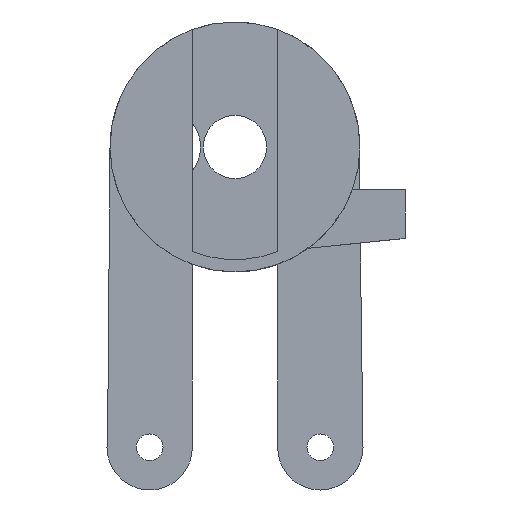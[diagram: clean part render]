
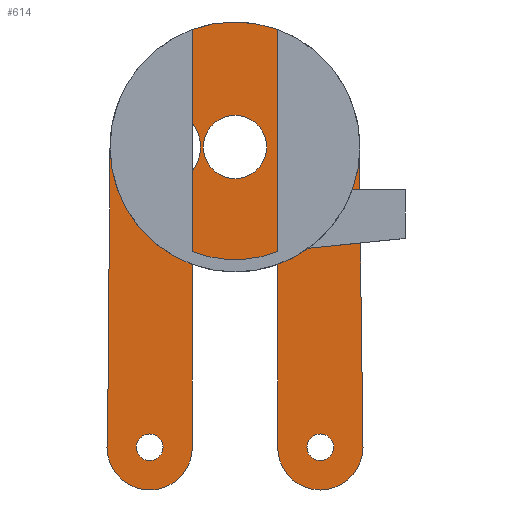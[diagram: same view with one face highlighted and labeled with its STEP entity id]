
A CAD part, left-side view. The second image highlights one B-rep face of the part: STEP entity #614.
In plain terms, the highlighted planar face has unit normal (-1, 0, 0).
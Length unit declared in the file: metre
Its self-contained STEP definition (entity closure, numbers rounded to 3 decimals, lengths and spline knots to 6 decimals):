
#26=PLANE('',#679);
#35=CIRCLE('',#649,0.01025);
#40=CIRCLE('',#654,0.01025);
#42=CIRCLE('',#657,0.01025);
#49=CIRCLE('',#680,0.003175);
#50=CIRCLE('',#681,0.0026);
#51=CIRCLE('',#682,0.0035);
#52=CIRCLE('',#683,0.0035);
#53=CIRCLE('',#684,0.0011);
#54=CIRCLE('',#685,0.0011);
#146=ORIENTED_EDGE('',*,*,#279,.T.);
#147=ORIENTED_EDGE('',*,*,#280,.T.);
#148=ORIENTED_EDGE('',*,*,#238,.F.);
#149=ORIENTED_EDGE('',*,*,#256,.T.);
#150=ORIENTED_EDGE('',*,*,#265,.T.);
#151=ORIENTED_EDGE('',*,*,#230,.F.);
#152=ORIENTED_EDGE('',*,*,#281,.F.);
#153=ORIENTED_EDGE('',*,*,#282,.F.);
#154=ORIENTED_EDGE('',*,*,#283,.F.);
#155=ORIENTED_EDGE('',*,*,#241,.F.);
#156=ORIENTED_EDGE('',*,*,#284,.T.);
#157=ORIENTED_EDGE('',*,*,#285,.T.);
#158=ORIENTED_EDGE('',*,*,#286,.T.);
#159=ORIENTED_EDGE('',*,*,#272,.T.);
#160=ORIENTED_EDGE('',*,*,#262,.F.);
#161=ORIENTED_EDGE('',*,*,#278,.T.);
#162=ORIENTED_EDGE('',*,*,#287,.T.);
#163=ORIENTED_EDGE('',*,*,#288,.T.);
#164=ORIENTED_EDGE('',*,*,#289,.T.);
#230=EDGE_CURVE('',#310,#312,#35,.T.);
#238=EDGE_CURVE('',#319,#320,#40,.T.);
#241=EDGE_CURVE('',#322,#323,#42,.T.);
#256=EDGE_CURVE('',#319,#334,#386,.T.);
#262=EDGE_CURVE('',#337,#338,#391,.T.);
#265=EDGE_CURVE('',#334,#312,#394,.T.);
#272=EDGE_CURVE('',#327,#338,#398,.T.);
#278=EDGE_CURVE('',#337,#328,#401,.T.);
#279=EDGE_CURVE('',#347,#347,#49,.T.);
#280=EDGE_CURVE('',#348,#348,#50,.T.);
#281=EDGE_CURVE('',#349,#310,#402,.T.);
#282=EDGE_CURVE('',#350,#349,#51,.T.);
#283=EDGE_CURVE('',#323,#350,#403,.T.);
#284=EDGE_CURVE('',#322,#351,#404,.T.);
#285=EDGE_CURVE('',#351,#352,#52,.T.);
#286=EDGE_CURVE('',#352,#327,#405,.T.);
#287=EDGE_CURVE('',#328,#320,#406,.T.);
#288=EDGE_CURVE('',#353,#353,#53,.T.);
#289=EDGE_CURVE('',#354,#354,#54,.T.);
#310=VERTEX_POINT('',#909);
#312=VERTEX_POINT('',#912);
#319=VERTEX_POINT('',#926);
#320=VERTEX_POINT('',#928);
#322=VERTEX_POINT('',#934);
#323=VERTEX_POINT('',#935);
#327=VERTEX_POINT('',#944);
#328=VERTEX_POINT('',#946);
#334=VERTEX_POINT('',#963);
#337=VERTEX_POINT('',#974);
#338=VERTEX_POINT('',#976);
#347=VERTEX_POINT('',#1010);
#348=VERTEX_POINT('',#1012);
#349=VERTEX_POINT('',#1014);
#350=VERTEX_POINT('',#1016);
#351=VERTEX_POINT('',#1019);
#352=VERTEX_POINT('',#1021);
#353=VERTEX_POINT('',#1025);
#354=VERTEX_POINT('',#1027);
#386=LINE('',#964,#432);
#391=LINE('',#975,#437);
#394=LINE('',#982,#440);
#398=LINE('',#996,#444);
#401=LINE('',#1006,#447);
#402=LINE('',#1013,#448);
#403=LINE('',#1017,#449);
#404=LINE('',#1018,#450);
#405=LINE('',#1022,#451);
#406=LINE('',#1023,#452);
#432=VECTOR('',#767,1.);
#437=VECTOR('',#778,1.);
#440=VECTOR('',#787,1.);
#444=VECTOR('',#801,1.);
#447=VECTOR('',#812,1.);
#448=VECTOR('',#821,1.);
#449=VECTOR('',#824,1.);
#450=VECTOR('',#825,1.);
#451=VECTOR('',#828,1.);
#452=VECTOR('',#829,1.);
#481=EDGE_LOOP('',(#146));
#482=EDGE_LOOP('',(#147));
#483=EDGE_LOOP('',(#148,#149,#150,#151,#152,#153,#154,#155,#156,#157,#158,
#159,#160,#161,#162));
#484=EDGE_LOOP('',(#163));
#485=EDGE_LOOP('',(#164));
#543=FACE_BOUND('',#481,.T.);
#544=FACE_BOUND('',#482,.T.);
#545=FACE_BOUND('',#483,.T.);
#546=FACE_BOUND('',#484,.T.);
#547=FACE_BOUND('',#485,.T.);
#614=ADVANCED_FACE('',(#543,#544,#545,#546,#547),#26,.F.);
#649=AXIS2_PLACEMENT_3D('',#911,#723,#724);
#654=AXIS2_PLACEMENT_3D('',#927,#736,#737);
#657=AXIS2_PLACEMENT_3D('',#933,#743,#744);
#679=AXIS2_PLACEMENT_3D('',#1008,#815,#816);
#680=AXIS2_PLACEMENT_3D('',#1009,#817,#818);
#681=AXIS2_PLACEMENT_3D('',#1011,#819,#820);
#682=AXIS2_PLACEMENT_3D('',#1015,#822,#823);
#683=AXIS2_PLACEMENT_3D('',#1020,#826,#827);
#684=AXIS2_PLACEMENT_3D('',#1024,#830,#831);
#685=AXIS2_PLACEMENT_3D('',#1026,#832,#833);
#723=DIRECTION('',(1.,0.,0.));
#724=DIRECTION('',(0.,0.,-1.));
#736=DIRECTION('',(1.,0.,0.));
#737=DIRECTION('',(0.,0.,-1.));
#743=DIRECTION('',(1.,0.,0.));
#744=DIRECTION('',(0.,0.,-1.));
#767=DIRECTION('',(0.,0.,-1.));
#778=DIRECTION('',(0.,0.,-1.));
#787=DIRECTION('',(0.,1.,0.));
#801=DIRECTION('',(0.,0.995,-0.101));
#812=DIRECTION('',(0.,-1.,0.));
#815=DIRECTION('',(1.,0.,0.));
#816=DIRECTION('',(0.,1.,0.));
#817=DIRECTION('',(1.,0.,0.));
#818=DIRECTION('',(0.,0.,-1.));
#819=DIRECTION('',(1.,0.,0.));
#820=DIRECTION('',(0.,0.,-1.));
#821=DIRECTION('',(0.,-0.008,1.));
#822=DIRECTION('',(1.,0.,0.));
#823=DIRECTION('',(0.,0.,-1.));
#824=DIRECTION('',(0.,0.,-1.));
#825=DIRECTION('',(0.,0.,-1.));
#826=DIRECTION('',(-1.,0.,0.));
#827=DIRECTION('',(0.,0.,-1.));
#828=DIRECTION('',(0.,0.013,1.));
#829=DIRECTION('',(0.,0.013,1.));
#830=DIRECTION('',(1.,0.,0.));
#831=DIRECTION('',(0.,0.,-1.));
#832=DIRECTION('',(1.,0.,0.));
#833=DIRECTION('',(0.,0.,-1.));
#909=CARTESIAN_POINT('',(0.150125,0.06575,-0.041389));
#911=CARTESIAN_POINT('',(0.150125,0.0555,-0.041389));
#912=CARTESIAN_POINT('',(0.150125,0.065134,-0.037889));
#926=CARTESIAN_POINT('',(0.150125,0.059,-0.031755));
#927=CARTESIAN_POINT('',(0.150125,0.0555,-0.041389));
#928=CARTESIAN_POINT('',(0.150125,0.045314,-0.042531));
#933=CARTESIAN_POINT('',(0.150125,0.0555,-0.041389));
#934=CARTESIAN_POINT('',(0.150125,0.052,-0.051023));
#935=CARTESIAN_POINT('',(0.150125,0.059,-0.051023));
#944=CARTESIAN_POINT('',(0.150125,0.045224,-0.049262));
#946=CARTESIAN_POINT('',(0.150125,0.045282,-0.044889));
#963=CARTESIAN_POINT('',(0.150125,0.059,-0.037889));
#964=CARTESIAN_POINT('',(0.150125,0.059,-0.040853));
#974=CARTESIAN_POINT('',(0.150125,0.052,-0.044889));
#975=CARTESIAN_POINT('',(0.150125,0.052,-0.040853));
#976=CARTESIAN_POINT('',(0.150125,0.052,-0.049951));
#982=CARTESIAN_POINT('',(0.150125,0.062067,-0.037889));
#996=CARTESIAN_POINT('',(0.150125,0.046777,-0.04942));
#1006=CARTESIAN_POINT('',(0.150125,0.044053,-0.044889));
#1008=CARTESIAN_POINT('',(0.150125,0.0555,-0.041389));
#1009=CARTESIAN_POINT('',(0.150125,0.0615,-0.041389));
#1010=CARTESIAN_POINT('',(0.150125,0.0615,-0.044564));
#1011=CARTESIAN_POINT('',(0.150125,0.0555,-0.041389));
#1012=CARTESIAN_POINT('',(0.150125,0.0555,-0.043989));
#1013=CARTESIAN_POINT('',(0.150125,0.06585,-0.053411));
#1014=CARTESIAN_POINT('',(0.150125,0.06595,-0.065432));
#1015=CARTESIAN_POINT('',(0.150125,0.0625,-0.066023));
#1016=CARTESIAN_POINT('',(0.150125,0.059,-0.066023));
#1017=CARTESIAN_POINT('',(0.150125,0.059,-0.058523));
#1018=CARTESIAN_POINT('',(0.150125,0.052,-0.058523));
#1019=CARTESIAN_POINT('',(0.150125,0.052,-0.066023));
#1020=CARTESIAN_POINT('',(0.150125,0.0485,-0.066023));
#1021=CARTESIAN_POINT('',(0.150125,0.045,-0.066023));
#1022=CARTESIAN_POINT('',(0.150125,0.045157,-0.054277));
#1023=CARTESIAN_POINT('',(0.150125,0.045157,-0.054277));
#1024=CARTESIAN_POINT('',(0.150125,0.0485,-0.066023));
#1025=CARTESIAN_POINT('',(0.150125,0.0485,-0.067123));
#1026=CARTESIAN_POINT('',(0.150125,0.0625,-0.066023));
#1027=CARTESIAN_POINT('',(0.150125,0.0625,-0.067123));
